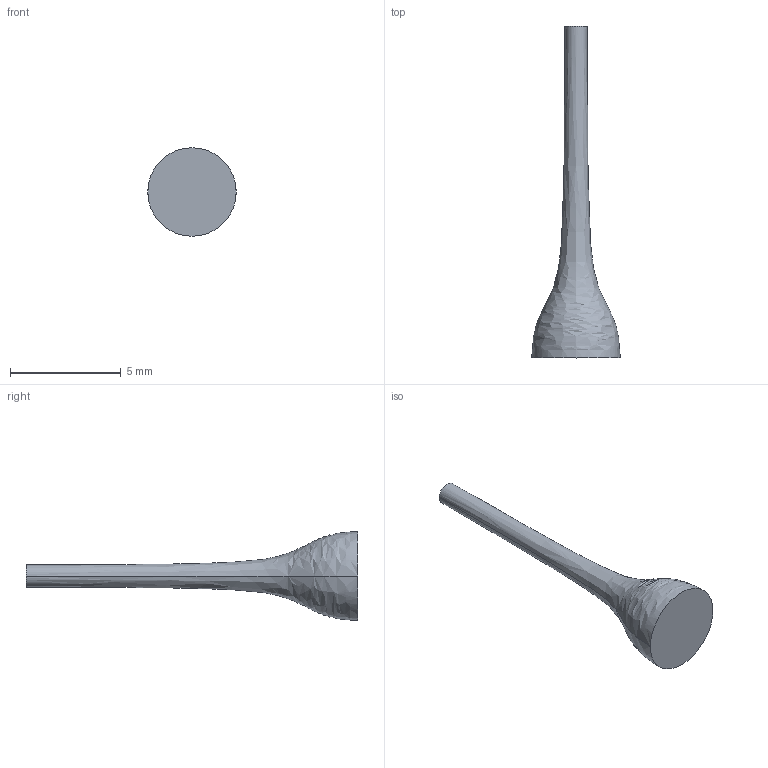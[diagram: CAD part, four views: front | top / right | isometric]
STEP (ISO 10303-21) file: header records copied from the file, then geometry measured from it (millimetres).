
FILE_DESCRIPTION (( 'STEP AP203' ), '1' );
FILE_NAME ('convex_cone.STEP', '2023-12-17T17:23:25', ( '' ), ( '' ), 'SwSTEP 2.0', 'SolidWorks 2022', '' );
FILE_SCHEMA (( 'CONFIG_CONTROL_DESIGN' ));
Length unit declared in the file: millimetre
Products named in the file (1): convex_cone
Bounding box: 4 x 15 x 4 mm (x, y, z)
Volume: 41.4 mm3; surface area: 91.5 mm2
Topology: 1 solids, 1 shells, 4 faces, 6 edges, 4 vertices
Faces by surface type: bspline 2, plane 2
Entity records: 215 total; most frequent: CARTESIAN_POINT 71, DIRECTION 14, ORIENTED_EDGE 12, PERSON_AND_ORGANIZATION 8, AXIS2_PLACEMENT_3D 7, EDGE_CURVE 6, PERSON_AND_ORGANIZATION_ROLE 5, DATE_AND_TIME 5
